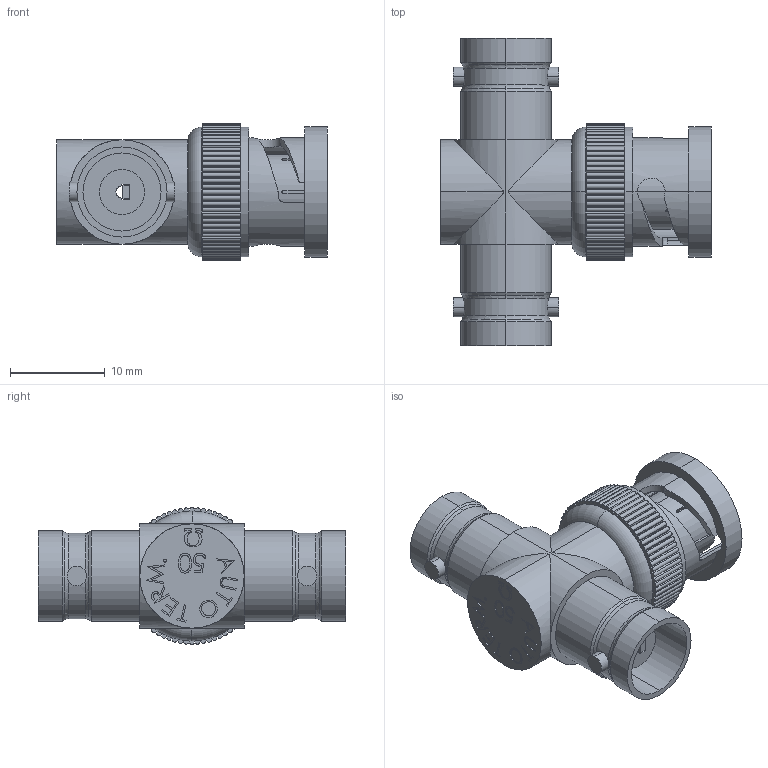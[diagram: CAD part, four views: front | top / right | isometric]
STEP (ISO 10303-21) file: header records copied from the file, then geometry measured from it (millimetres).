
FILE_DESCRIPTION (( 'STEP AP203' ), '1' );
FILE_NAME ('BA45.STEP', '2006-06-23T18:20:38', ( 'lcom' ), ( 'lcom' ), 'SwSTEP 2.0', 'SolidWorks 2006004', '' );
FILE_SCHEMA (( 'CONFIG_CONTROL_DESIGN' ));
Length unit declared in the file: inch
Products named in the file (3): BA45-MA1; BA45; 3AB03-002_with flange
Assembly tree (2 placements, depth 2):
  BA45
    BA45-MA1
    3AB03-002_with flange
Bounding box: 28.63 x 32.51 x 14.48 mm (x, y, z)
Volume: 3587 mm3; surface area: 4254 mm2
Topology: 2 solids, 2 shells, 577 faces, 1593 edges, 1047 vertices
Faces by surface type: plane 308, cylinder 189, bspline 60, torus 10, cone 8, sphere 2
Entity records: 25178 total; most frequent: CARTESIAN_POINT 10422, ORIENTED_EDGE 3178, DIRECTION 2779, EDGE_CURVE 1589, VERTEX_POINT 1045, LINE 1031, VECTOR 1031, AXIS2_PLACEMENT_3D 874
